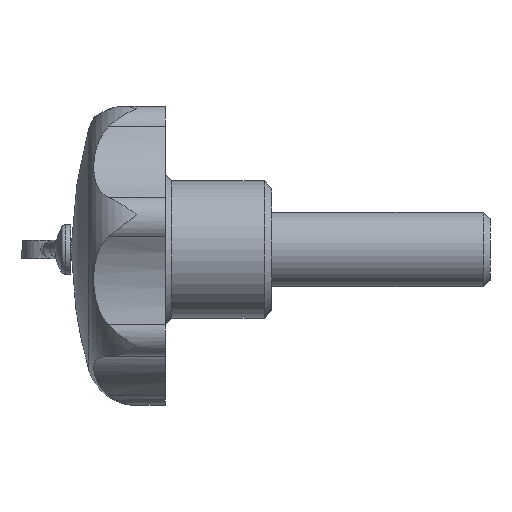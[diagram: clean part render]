
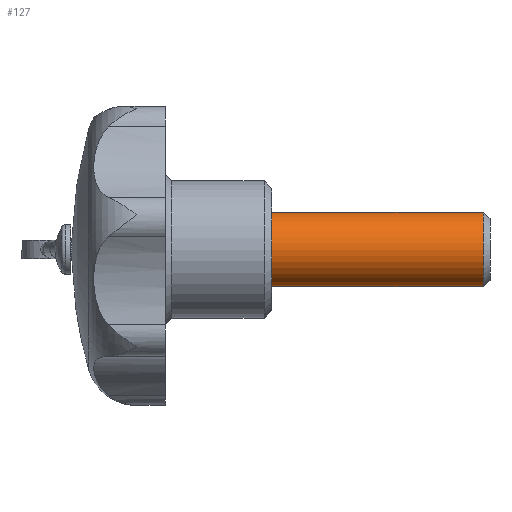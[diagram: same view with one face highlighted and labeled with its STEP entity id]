
A CAD part, left-side view. The second image highlights one B-rep face of the part: STEP entity #127.
In plain terms, the highlighted cylindrical face has radius 6 mm (diameter 12 mm), a full revolution.
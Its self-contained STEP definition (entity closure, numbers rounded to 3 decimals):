
#127 = ADVANCED_FACE( '', ( #288, #289 ), #290, .T. );
#288 = FACE_OUTER_BOUND( '', #486, .T. );
#289 = FACE_OUTER_BOUND( '', #487, .T. );
#290 = CYLINDRICAL_SURFACE( '', #488, 6. );
#486 = EDGE_LOOP( '', ( #798 ) );
#487 = EDGE_LOOP( '', ( #799 ) );
#488 = AXIS2_PLACEMENT_3D( '', #800, #801, #802 );
#798 = ORIENTED_EDGE( '', *, *, #1205, .F. );
#799 = ORIENTED_EDGE( '', *, *, #1206, .T. );
#800 = CARTESIAN_POINT( '', ( 0., -35., 0. ) );
#801 = DIRECTION( '', ( 0., 1., 0. ) );
#802 = DIRECTION( '', ( 0., 0., -1. ) );
#1205 = EDGE_CURVE( '', #1470, #1470, #1471, .T. );
#1206 = EDGE_CURVE( '', #1472, #1472, #1473, .T. );
#1470 = VERTEX_POINT( '', #2240 );
#1471 = CIRCLE( '', #2241, 6. );
#1472 = VERTEX_POINT( '', #2242 );
#1473 = CIRCLE( '', #2243, 6. );
#2240 = CARTESIAN_POINT( '', ( 0., -33.927, -6. ) );
#2241 = AXIS2_PLACEMENT_3D( '', #2491, #2492, #2493 );
#2242 = CARTESIAN_POINT( '', ( 0., 0., -6. ) );
#2243 = AXIS2_PLACEMENT_3D( '', #2494, #2495, #2496 );
#2491 = CARTESIAN_POINT( '', ( 0., -33.927, 0. ) );
#2492 = DIRECTION( '', ( 0., -1., 0. ) );
#2493 = DIRECTION( '', ( 0., 0., -1. ) );
#2494 = CARTESIAN_POINT( '', ( 0., 0., 0. ) );
#2495 = DIRECTION( '', ( 0., -1., 0. ) );
#2496 = DIRECTION( '', ( 0., 0., -1. ) );
